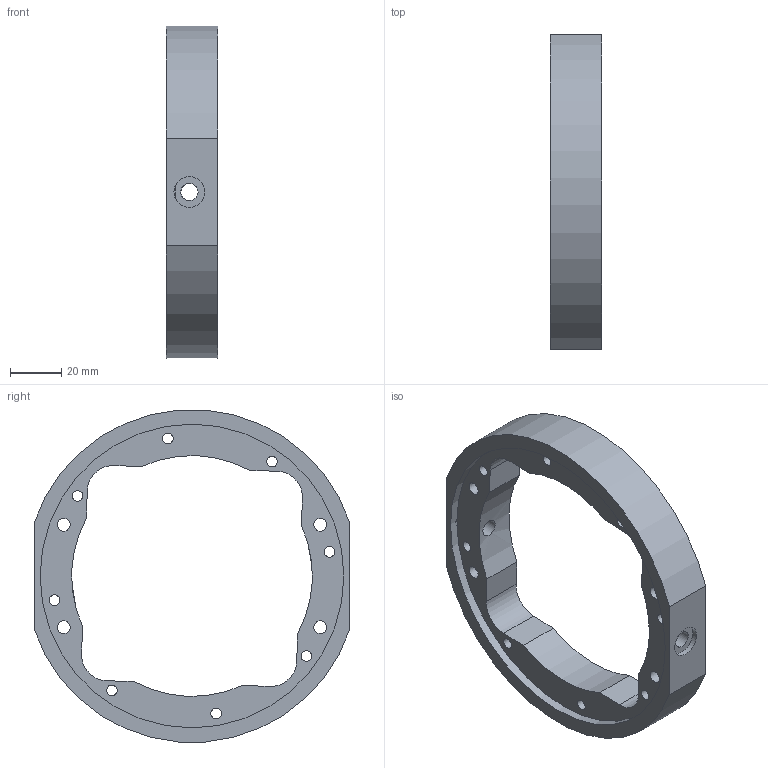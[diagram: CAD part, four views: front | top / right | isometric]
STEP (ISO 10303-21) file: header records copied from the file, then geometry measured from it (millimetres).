
FILE_DESCRIPTION(('STEP AP214'),'1');
FILE_NAME('BMR-005a MOYEU PLFE090.step','2016-02-17T20:27:23',(' '),(' '),'Spatial InterOp 3D',' ',' ');
FILE_SCHEMA(('automotive_design'));
Length unit declared in the file: millimetre
Products named in the file (1): MOYEU PLEF_090
Bounding box: 20 x 123 x 129.56 mm (x, y, z)
Volume: 94041.7 mm3; surface area: 28818.7 mm2
Topology: 1 solids, 1 shells, 42 faces, 122 edges, 85 vertices
Faces by surface type: cylinder 27, plane 15
Full cylindrical faces by diameter (mm): 4.2 x8, 5 x4, 6.75 x2, 12.08 x2, 118.5 x1
Entity records: 1777 total; most frequent: CARTESIAN_POINT 337, DIRECTION 230, ORIENTED_EDGE 188, AXIS2_PLACEMENT_3D 95, EDGE_CURVE 94, EDGE_LOOP 92, VERTEX_POINT 74, FACE_OUTER_BOUND 59
